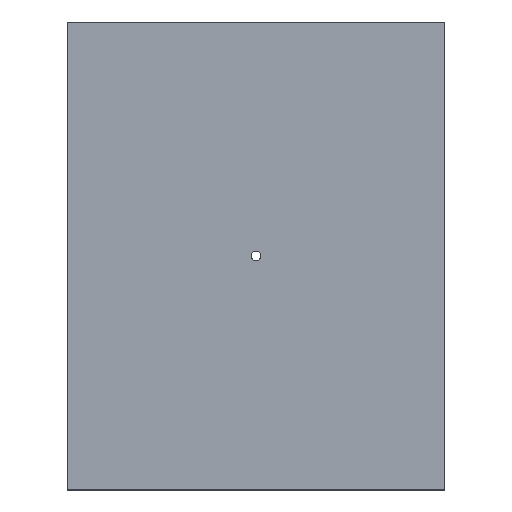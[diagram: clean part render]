
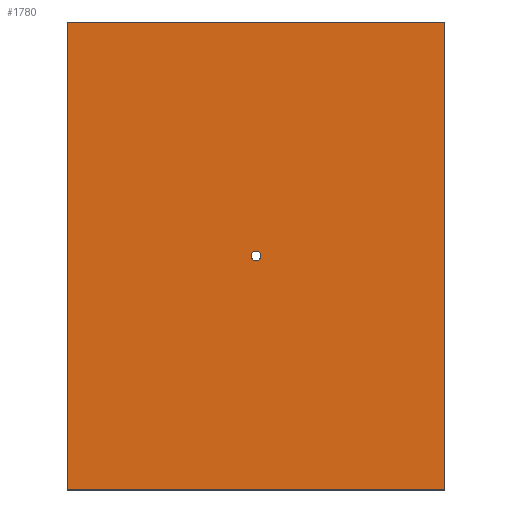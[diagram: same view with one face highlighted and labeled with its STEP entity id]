
A CAD part, top view. The second image highlights one B-rep face of the part: STEP entity #1780.
In plain terms, the highlighted planar face has unit normal (0, 0, 1).
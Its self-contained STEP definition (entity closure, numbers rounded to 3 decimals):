
#49 = VERTEX_POINT ( 'NONE', #112 ) ;
#70 = ORIENTED_EDGE ( 'NONE', *, *, #144, .T. ) ;
#71 = CARTESIAN_POINT ( 'NONE',  ( -160., 198.5, 50. ) ) ;
#100 = VERTEX_POINT ( 'NONE', #1818 ) ;
#112 = CARTESIAN_POINT ( 'NONE',  ( 4., 0., 50. ) ) ;
#144 = EDGE_CURVE ( 'NONE', #100, #1187, #1464, .T. ) ;
#154 = ORIENTED_EDGE ( 'NONE', *, *, #791, .T. ) ;
#173 = CARTESIAN_POINT ( 'NONE',  ( -160., 198.5, 50. ) ) ;
#178 = DIRECTION ( 'NONE',  ( 0., 0., -1. ) ) ;
#198 = ORIENTED_EDGE ( 'NONE', *, *, #1708, .T. ) ;
#203 = VERTEX_POINT ( 'NONE', #173 ) ;
#205 = CARTESIAN_POINT ( 'NONE',  ( -160., -198.5, 50. ) ) ;
#354 = EDGE_CURVE ( 'NONE', #1742, #49, #609, .T. ) ;
#355 = EDGE_LOOP ( 'NONE', ( #198, #70, #154, #1828 ) ) ;
#382 = EDGE_CURVE ( 'NONE', #49, #1742, #1681, .T. ) ;
#454 = CARTESIAN_POINT ( 'NONE',  ( -160., -198.5, 50. ) ) ;
#494 = VECTOR ( 'NONE', #1646, 1000. ) ;
#524 = DIRECTION ( 'NONE',  ( -1., 0., 0. ) ) ;
#586 = VECTOR ( 'NONE', #898, 1000. ) ;
#609 = CIRCLE ( 'NONE', #2004, 4. ) ;
#610 = CARTESIAN_POINT ( 'NONE',  ( 0., 0., 50. ) ) ;
#667 = CARTESIAN_POINT ( 'NONE',  ( 0., 0., 50. ) ) ;
#791 = EDGE_CURVE ( 'NONE', #1187, #203, #890, .T. ) ;
#871 = CARTESIAN_POINT ( 'NONE',  ( 160., 198.5, 50. ) ) ;
#886 = DIRECTION ( 'NONE',  ( 0., 0., -1. ) ) ;
#890 = LINE ( 'NONE', #871, #1665 ) ;
#898 = DIRECTION ( 'NONE',  ( 1., 0., 0. ) ) ;
#911 = DIRECTION ( 'NONE',  ( -1., 0., 0. ) ) ;
#1093 = DIRECTION ( 'NONE',  ( 0., -1., 0. ) ) ;
#1118 = AXIS2_PLACEMENT_3D ( 'NONE', #1580, #886, #911 ) ;
#1150 = FACE_BOUND ( 'NONE', #1379, .T. ) ;
#1168 = CARTESIAN_POINT ( 'NONE',  ( 160., -198.5, 50. ) ) ;
#1187 = VERTEX_POINT ( 'NONE', #1394 ) ;
#1235 = EDGE_CURVE ( 'NONE', #203, #1913, #1921, .T. ) ;
#1236 = AXIS2_PLACEMENT_3D ( 'NONE', #610, #1634, #1454 ) ;
#1271 = ORIENTED_EDGE ( 'NONE', *, *, #382, .T. ) ;
#1286 = CARTESIAN_POINT ( 'NONE',  ( -4., 0., 50. ) ) ;
#1293 = PLANE ( 'NONE',  #1236 ) ;
#1368 = DIRECTION ( 'NONE',  ( -1., 0., 0. ) ) ;
#1379 = EDGE_LOOP ( 'NONE', ( #1441, #1271 ) ) ;
#1394 = CARTESIAN_POINT ( 'NONE',  ( 160., 198.5, 50. ) ) ;
#1441 = ORIENTED_EDGE ( 'NONE', *, *, #354, .T. ) ;
#1454 = DIRECTION ( 'NONE',  ( 1., 0., 0. ) ) ;
#1464 = LINE ( 'NONE', #1168, #494 ) ;
#1580 = CARTESIAN_POINT ( 'NONE',  ( 0., 0., 50. ) ) ;
#1603 = FACE_OUTER_BOUND ( 'NONE', #355, .T. ) ;
#1634 = DIRECTION ( 'NONE',  ( 0., 0., 1. ) ) ;
#1646 = DIRECTION ( 'NONE',  ( 0., 1., 0. ) ) ;
#1665 = VECTOR ( 'NONE', #1368, 1000. ) ;
#1681 = CIRCLE ( 'NONE', #1118, 4. ) ;
#1708 = EDGE_CURVE ( 'NONE', #1913, #100, #1831, .T. ) ;
#1742 = VERTEX_POINT ( 'NONE', #1286 ) ;
#1780 = ADVANCED_FACE ( 'NONE', ( #1150, #1603 ), #1293, .T. ) ;
#1818 = CARTESIAN_POINT ( 'NONE',  ( 160., -198.5, 50. ) ) ;
#1828 = ORIENTED_EDGE ( 'NONE', *, *, #1235, .T. ) ;
#1831 = LINE ( 'NONE', #205, #586 ) ;
#1913 = VERTEX_POINT ( 'NONE', #454 ) ;
#1921 = LINE ( 'NONE', #71, #2018 ) ;
#2004 = AXIS2_PLACEMENT_3D ( 'NONE', #667, #178, #524 ) ;
#2018 = VECTOR ( 'NONE', #1093, 1000. ) ;
